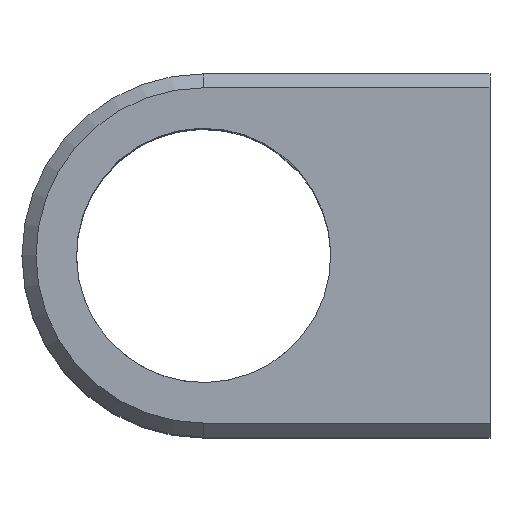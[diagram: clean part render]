
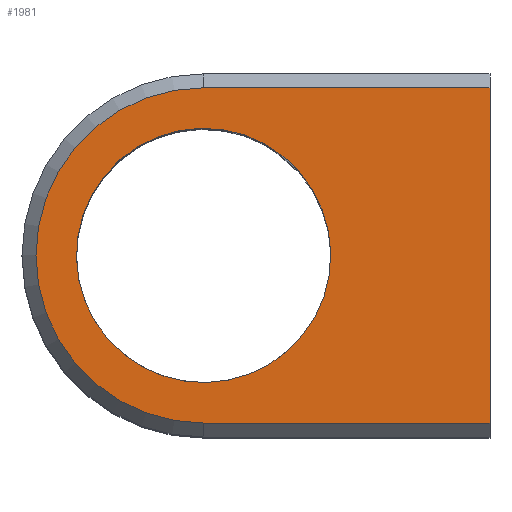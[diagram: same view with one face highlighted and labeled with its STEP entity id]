
A CAD part, top view. The second image highlights one B-rep face of the part: STEP entity #1981.
In plain terms, the highlighted planar face has unit normal (0, 0, 1).
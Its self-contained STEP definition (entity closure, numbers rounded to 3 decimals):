
#117=CARTESIAN_POINT('Vertex',(20.5,12.,24.)) ;
#120=CARTESIAN_POINT('Line Origine',(20.5,0.,24.)) ;
#124=CARTESIAN_POINT('Vertex',(20.5,-12.,24.)) ;
#1576=CARTESIAN_POINT('Vertex',(-7.986,4.363,24.)) ;
#1579=CARTESIAN_POINT('Axis2P3D Location',(0.,0.,24.)) ;
#1583=CARTESIAN_POINT('Vertex',(7.986,-4.363,24.)) ;
#1623=CARTESIAN_POINT('Axis2P3D Location',(0.,0.,24.)) ;
#1657=CARTESIAN_POINT('Vertex',(0.,12.,24.)) ;
#1664=CARTESIAN_POINT('Vertex',(0.,-12.,24.)) ;
#1667=CARTESIAN_POINT('Axis2P3D Location',(0.,0.,24.)) ;
#1949=CARTESIAN_POINT('Line Origine',(3.75,12.,24.)) ;
#1961=CARTESIAN_POINT('Axis2P3D Location',(0.,0.,24.)) ;
#1966=CARTESIAN_POINT('Line Origine',(10.25,-12.,24.)) ;
#121=DIRECTION('Vector Direction',(0.,-1.,0.)) ;
#1580=DIRECTION('Axis2P3D Direction',(0.,0.,-1.)) ;
#1624=DIRECTION('Axis2P3D Direction',(0.,0.,-1.)) ;
#1668=DIRECTION('Axis2P3D Direction',(0.,0.,1.)) ;
#1950=DIRECTION('Vector Direction',(-1.,0.,0.)) ;
#1962=DIRECTION('Axis2P3D Direction',(0.,0.,1.)) ;
#1963=DIRECTION('Axis2P3D XDirection',(1.,0.,0.)) ;
#1967=DIRECTION('Vector Direction',(1.,0.,0.)) ;
#1581=AXIS2_PLACEMENT_3D('Circle Axis2P3D',#1579,#1580,$) ;
#1625=AXIS2_PLACEMENT_3D('Circle Axis2P3D',#1623,#1624,$) ;
#1669=AXIS2_PLACEMENT_3D('Circle Axis2P3D',#1667,#1668,$) ;
#1964=AXIS2_PLACEMENT_3D('Plane Axis2P3D',#1961,#1962,#1963) ;
#1972=ORIENTED_EDGE('',*,*,#126,.T.) ;
#1973=ORIENTED_EDGE('',*,*,#1953,.T.) ;
#1974=ORIENTED_EDGE('',*,*,#1671,.T.) ;
#1975=ORIENTED_EDGE('',*,*,#1970,.T.) ;
#1978=ORIENTED_EDGE('',*,*,#1585,.F.) ;
#1979=ORIENTED_EDGE('',*,*,#1627,.F.) ;
#1980=FACE_BOUND('',#1977,.T.) ;
#122=VECTOR('Line Direction',#121,1.) ;
#1951=VECTOR('Line Direction',#1950,1.) ;
#1968=VECTOR('Line Direction',#1967,1.) ;
#1981=ADVANCED_FACE('',(#1976,#1980),#1965,.T.) ;
#1582=CIRCLE('generated circle',#1581,9.1) ;
#1626=CIRCLE('generated circle',#1625,9.1) ;
#1670=CIRCLE('generated circle',#1669,12.) ;
#126=EDGE_CURVE('',#125,#118,#123,.F.) ;
#1585=EDGE_CURVE('',#1577,#1584,#1582,.F.) ;
#1627=EDGE_CURVE('',#1584,#1577,#1626,.F.) ;
#1671=EDGE_CURVE('',#1658,#1665,#1670,.T.) ;
#1953=EDGE_CURVE('',#118,#1658,#1952,.T.) ;
#1970=EDGE_CURVE('',#1665,#125,#1969,.T.) ;
#1971=EDGE_LOOP('',(#1972,#1973,#1974,#1975)) ;
#1977=EDGE_LOOP('',(#1978,#1979)) ;
#1976=FACE_OUTER_BOUND('',#1971,.T.) ;
#123=LINE('Line',#120,#122) ;
#1952=LINE('Line',#1949,#1951) ;
#1969=LINE('Line',#1966,#1968) ;
#1965=PLANE('Plane',#1964) ;
#118=VERTEX_POINT('',#117) ;
#125=VERTEX_POINT('',#124) ;
#1577=VERTEX_POINT('',#1576) ;
#1584=VERTEX_POINT('',#1583) ;
#1658=VERTEX_POINT('',#1657) ;
#1665=VERTEX_POINT('',#1664) ;
